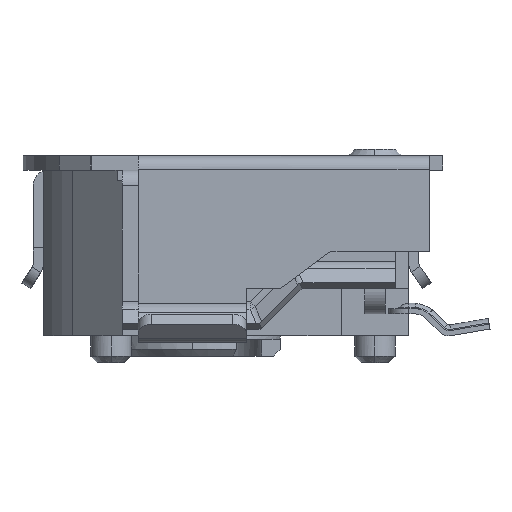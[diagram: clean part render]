
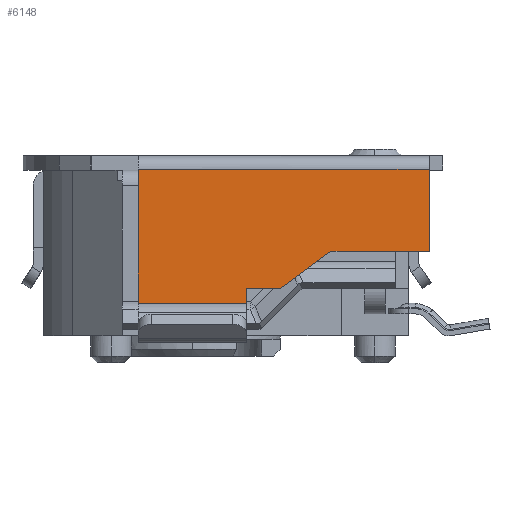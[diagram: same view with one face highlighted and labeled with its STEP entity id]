
A CAD part, left-side view. The second image highlights one B-rep face of the part: STEP entity #6148.
In plain terms, the highlighted planar face has unit normal (-1, 0, 0).
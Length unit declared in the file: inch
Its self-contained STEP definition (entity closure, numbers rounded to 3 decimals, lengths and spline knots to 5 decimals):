
#314 = CARTESIAN_POINT ( 'NONE',  ( -0.11358, -0.0315, 0.01901 ) ) ;
#564 = VERTEX_POINT ( 'NONE', #2446 ) ;
#620 = LINE ( 'NONE', #314, #2375 ) ;
#679 = DIRECTION ( 'NONE',  ( 0., 1., 0. ) ) ;
#896 = LINE ( 'NONE', #20979, #12640 ) ;
#1464 = EDGE_CURVE ( 'NONE', #13212, #18629, #8825, .T. ) ;
#1507 = LINE ( 'NONE', #11433, #16086 ) ;
#1557 = VERTEX_POINT ( 'NONE', #17330 ) ;
#1596 = ORIENTED_EDGE ( 'NONE', *, *, #12471, .F. ) ;
#1832 = VERTEX_POINT ( 'NONE', #11174 ) ;
#1951 = DIRECTION ( 'NONE',  ( 0., -1., 0. ) ) ;
#2293 = VECTOR ( 'NONE', #19669, 39.37008 ) ;
#2375 = VECTOR ( 'NONE', #7102, 39.37008 ) ;
#2446 = CARTESIAN_POINT ( 'NONE',  ( -0.11358, -0.1378, 0.09685 ) ) ;
#2487 = CARTESIAN_POINT ( 'NONE',  ( -0.11358, -0.0315, 0.02756 ) ) ;
#2653 = DIRECTION ( 'NONE',  ( 0., 0., -1. ) ) ;
#3710 = ORIENTED_EDGE ( 'NONE', *, *, #4077, .F. ) ;
#3770 = EDGE_CURVE ( 'NONE', #8072, #1557, #620, .T. ) ;
#4077 = EDGE_CURVE ( 'NONE', #1557, #1832, #19020, .T. ) ;
#4479 = VERTEX_POINT ( 'NONE', #18219 ) ;
#5005 = EDGE_LOOP ( 'NONE', ( #18636, #13009, #7530, #16137, #1596, #7339, #3710, #13223 ) ) ;
#5373 = CARTESIAN_POINT ( 'NONE',  ( -0.11358, 0.0315, 0.09685 ) ) ;
#5607 = EDGE_CURVE ( 'NONE', #4479, #13212, #6152, .T. ) ;
#5985 = DIRECTION ( 'NONE',  ( 1., 0., 0. ) ) ;
#6064 = LINE ( 'NONE', #11063, #2293 ) ;
#6148 = ADVANCED_FACE ( 'NONE', ( #19378 ), #17639, .F. ) ;
#6152 = LINE ( 'NONE', #12775, #7388 ) ;
#6299 = VECTOR ( 'NONE', #679, 39.37008 ) ;
#6370 = DIRECTION ( 'NONE',  ( 0., 1., 0. ) ) ;
#6742 = VERTEX_POINT ( 'NONE', #20704 ) ;
#7003 = CARTESIAN_POINT ( 'NONE',  ( -0.11358, -0.08071, 0.04921 ) ) ;
#7102 = DIRECTION ( 'NONE',  ( 0., 0., -1. ) ) ;
#7339 = ORIENTED_EDGE ( 'NONE', *, *, #13580, .F. ) ;
#7388 = VECTOR ( 'NONE', #6370, 39.37008 ) ;
#7530 = ORIENTED_EDGE ( 'NONE', *, *, #5607, .F. ) ;
#8072 = VERTEX_POINT ( 'NONE', #2487 ) ;
#8270 = DIRECTION ( 'NONE',  ( 0., 0., -1. ) ) ;
#8516 = EDGE_CURVE ( 'NONE', #564, #4479, #1507, .T. ) ;
#8619 = LINE ( 'NONE', #5373, #16196 ) ;
#8825 = LINE ( 'NONE', #7003, #19354 ) ;
#10037 = DIRECTION ( 'NONE',  ( 0., 0.806, -0.591 ) ) ;
#10480 = CARTESIAN_POINT ( 'NONE',  ( -0.11358, -0.05118, 0.02756 ) ) ;
#11063 = CARTESIAN_POINT ( 'NONE',  ( -0.11358, -0.1378, 0.02756 ) ) ;
#11174 = CARTESIAN_POINT ( 'NONE',  ( -0.11358, 0.0315, 0.01901 ) ) ;
#11433 = CARTESIAN_POINT ( 'NONE',  ( -0.11358, -0.1378, 0.01901 ) ) ;
#12471 = EDGE_CURVE ( 'NONE', #6742, #564, #8619, .T. ) ;
#12640 = VECTOR ( 'NONE', #14546, 39.37008 ) ;
#12775 = CARTESIAN_POINT ( 'NONE',  ( -0.11358, -0.1378, 0.04921 ) ) ;
#13009 = ORIENTED_EDGE ( 'NONE', *, *, #1464, .F. ) ;
#13212 = VERTEX_POINT ( 'NONE', #14824 ) ;
#13223 = ORIENTED_EDGE ( 'NONE', *, *, #3770, .F. ) ;
#13580 = EDGE_CURVE ( 'NONE', #1832, #6742, #896, .T. ) ;
#14255 = CARTESIAN_POINT ( 'NONE',  ( -0.11358, -0.1378, 0.01901 ) ) ;
#14546 = DIRECTION ( 'NONE',  ( 0., 0., 1. ) ) ;
#14824 = CARTESIAN_POINT ( 'NONE',  ( -0.11358, -0.08071, 0.04921 ) ) ;
#16086 = VECTOR ( 'NONE', #8270, 39.37008 ) ;
#16137 = ORIENTED_EDGE ( 'NONE', *, *, #8516, .F. ) ;
#16196 = VECTOR ( 'NONE', #1951, 39.37008 ) ;
#17173 = CARTESIAN_POINT ( 'NONE',  ( -0.11358, -0.1378, 0.01901 ) ) ;
#17330 = CARTESIAN_POINT ( 'NONE',  ( -0.11358, -0.0315, 0.01901 ) ) ;
#17639 = PLANE ( 'NONE',  #19204 ) ;
#18219 = CARTESIAN_POINT ( 'NONE',  ( -0.11358, -0.1378, 0.04921 ) ) ;
#18281 = EDGE_CURVE ( 'NONE', #18629, #8072, #6064, .T. ) ;
#18629 = VERTEX_POINT ( 'NONE', #10480 ) ;
#18636 = ORIENTED_EDGE ( 'NONE', *, *, #18281, .F. ) ;
#19020 = LINE ( 'NONE', #17173, #6299 ) ;
#19204 = AXIS2_PLACEMENT_3D ( 'NONE', #14255, #5985, #2653 ) ;
#19354 = VECTOR ( 'NONE', #10037, 39.37008 ) ;
#19378 = FACE_OUTER_BOUND ( 'NONE', #5005, .T. ) ;
#19669 = DIRECTION ( 'NONE',  ( 0., 1., 0. ) ) ;
#20704 = CARTESIAN_POINT ( 'NONE',  ( -0.11358, 0.0315, 0.09685 ) ) ;
#20979 = CARTESIAN_POINT ( 'NONE',  ( -0.11358, 0.0315, 0.01901 ) ) ;
